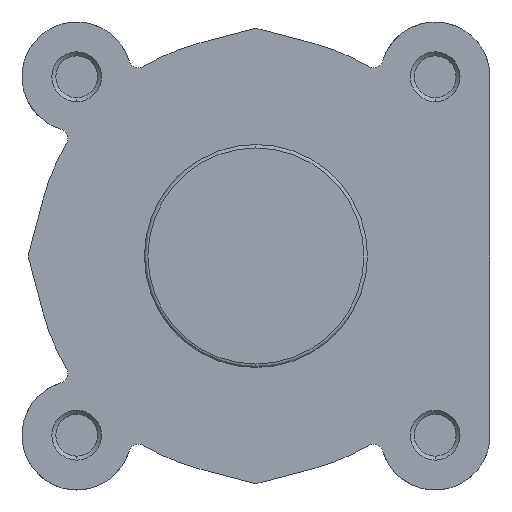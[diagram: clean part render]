
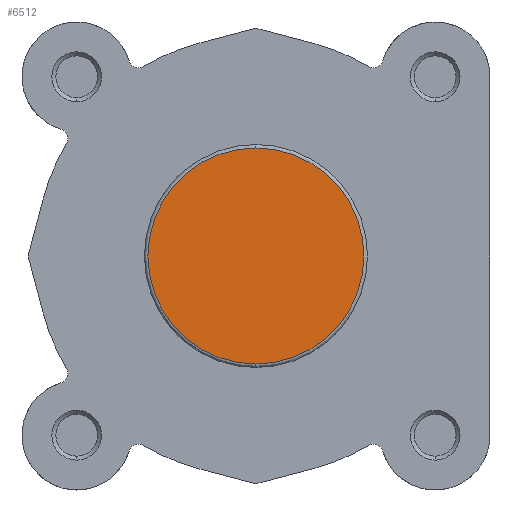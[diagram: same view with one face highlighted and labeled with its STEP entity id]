
A CAD part, left-side view. The second image highlights one B-rep face of the part: STEP entity #6512.
In plain terms, the highlighted planar face has unit normal (-1, 0, 0).
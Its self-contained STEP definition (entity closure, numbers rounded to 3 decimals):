
#727 = EDGE_CURVE ( 'NONE', #4239, #4244, #4905, .T. ) ;
#846 = EDGE_CURVE ( 'NONE', #4244, #4239, #5066, .T. ) ;
#1106 = AXIS2_PLACEMENT_3D ( 'NONE', #5966, #5967, #5968 ) ;
#1177 = AXIS2_PLACEMENT_3D ( 'NONE', #6289, #6291, #6292 ) ;
#1772 = CARTESIAN_POINT ( 'NONE',  ( 0., 0., -21.7 ) ) ;
#1775 = CARTESIAN_POINT ( 'NONE',  ( 0., 0., 21.7 ) ) ;
#2144 = CARTESIAN_POINT ( 'NONE',  ( 0., 22.4, 0. ) ) ;
#2145 = PLANE ( 'NONE',  #3385 ) ;
#2146 = DIRECTION ( 'NONE',  ( 1., 0., 0. ) ) ;
#2147 = DIRECTION ( 'NONE',  ( 0., 0., -1. ) ) ;
#3385 = AXIS2_PLACEMENT_3D ( 'NONE', #2144, #2146, #2147 ) ;
#3736 = FACE_OUTER_BOUND ( 'NONE', #7204, .T. ) ;
#4239 = VERTEX_POINT ( 'NONE', #1772 ) ;
#4244 = VERTEX_POINT ( 'NONE', #1775 ) ;
#4905 = CIRCLE ( 'NONE', #1106, 21.7 ) ;
#5066 = CIRCLE ( 'NONE', #1177, 21.7 ) ;
#5966 = CARTESIAN_POINT ( 'NONE',  ( 0., 0., 0. ) ) ;
#5967 = DIRECTION ( 'NONE',  ( -1., 0., 0. ) ) ;
#5968 = DIRECTION ( 'NONE',  ( 0., 0., -1. ) ) ;
#6289 = CARTESIAN_POINT ( 'NONE',  ( 0., 0., 0. ) ) ;
#6291 = DIRECTION ( 'NONE',  ( -1., 0., 0. ) ) ;
#6292 = DIRECTION ( 'NONE',  ( 0., 0., -1. ) ) ;
#6512 = ADVANCED_FACE ( 'NONE', ( #3736 ), #2145, .F. ) ;
#6673 = ORIENTED_EDGE ( 'NONE', *, *, #846, .T. ) ;
#6679 = ORIENTED_EDGE ( 'NONE', *, *, #727, .T. ) ;
#7204 = EDGE_LOOP ( 'NONE', ( #6679, #6673 ) ) ;
